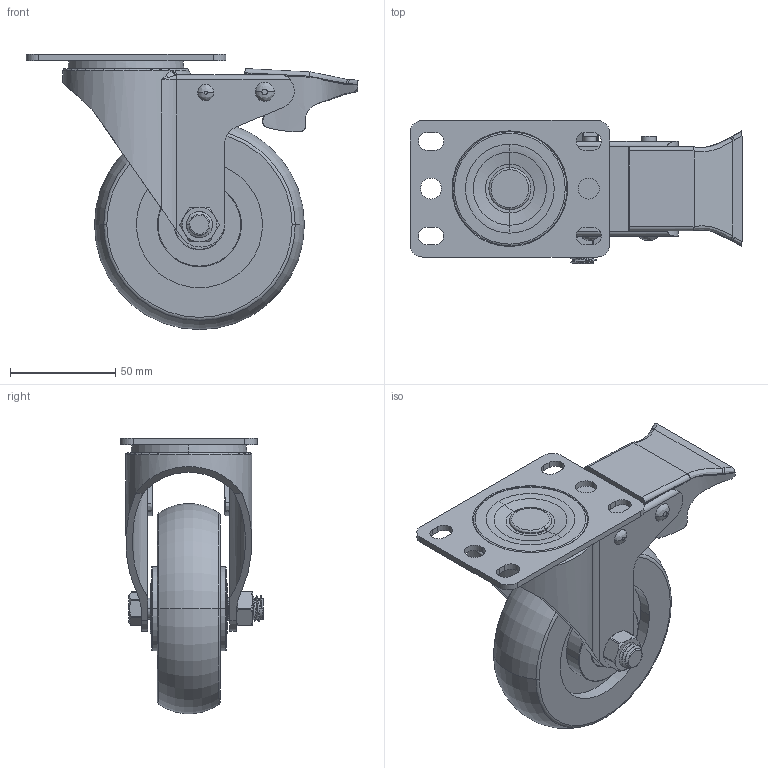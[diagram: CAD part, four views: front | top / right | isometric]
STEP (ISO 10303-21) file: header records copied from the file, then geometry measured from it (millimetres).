
FILE_DESCRIPTION((''),'2;1');
FILE_NAME('4CUN-BB-SC_ASM','2021-04-22T',('Administrator'),(''),'PRO/ENGINEER BY PARAMETRIC TECHNOLOGY CORPORATION, 2013240','PRO/ENGINEER BY PARAMETRIC TECHNOLOGY CORPORATION, 2013240','');
FILE_SCHEMA(('CONFIG_CONTROL_DESIGN'));
Length unit declared in the file: millimetre
Products named in the file (6): LUNZI-4CUN-SC; 4CUN-WX-WANZHE-SC; 4CUN-DIBAN; LUODING-60; LUOMAO-19; 4CUN-BB-SC_ASM
Assembly tree (5 placements, depth 2):
  4CUN-BB-SC_ASM
    LUNZI-4CUN-SC
    4CUN-WX-WANZHE-SC
    4CUN-DIBAN
    LUODING-60
    LUOMAO-19
Bounding box: 157.9 x 68 x 130.91 mm (x, y, z)
Volume: 288267.7 mm3; surface area: 81733.8 mm2
Topology: 5 solids, 5 shells, 310 faces, 815 edges, 529 vertices
Faces by surface type: cylinder 117, plane 88, bspline 61, torus 24, cone 18, revolution 2
Entity records: 17562 total; most frequent: CARTESIAN_POINT 10324, ORIENTED_EDGE 1630, DIRECTION 1259, EDGE_CURVE 815, VERTEX_POINT 529, AXIS2_PLACEMENT_3D 484, EDGE_LOOP 346, FACE_OUTER_BOUND 310
